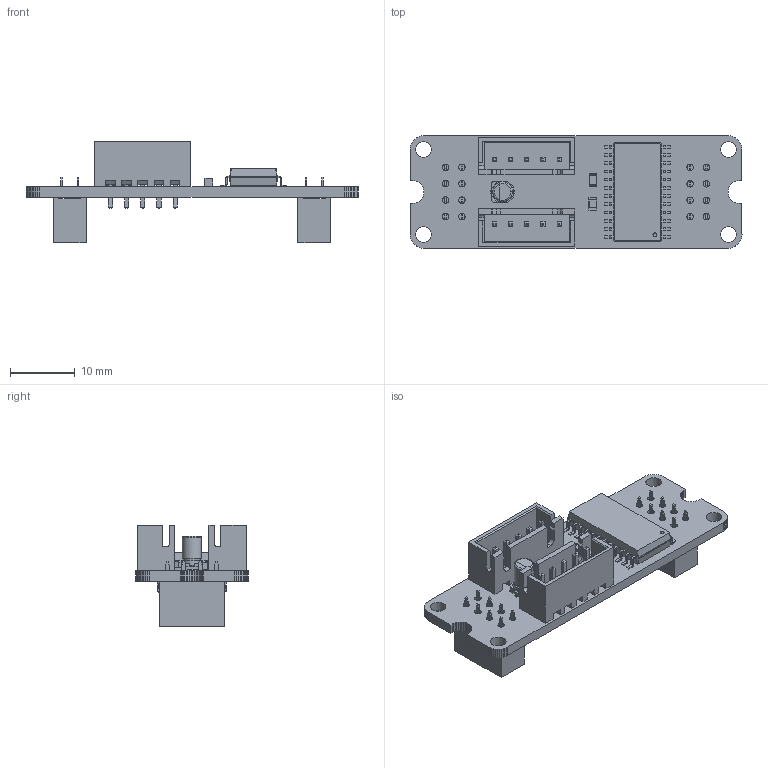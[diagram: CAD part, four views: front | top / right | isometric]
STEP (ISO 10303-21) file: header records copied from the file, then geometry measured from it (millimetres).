
FILE_DESCRIPTION(('KiCad electronic assembly'),'2;1');
FILE_NAME('SBK BarDriveMAX 28 V1.step','2025-06-20T08:59:42',('Pcbnew'), ('Kicad'),'Open CASCADE STEP processor 7.7','KiCad to STEP converter', 'Unknown');
FILE_SCHEMA(('AUTOMOTIVE_DESIGN { 1 0 10303 214 1 1 1 1 }'));
Length unit declared in the file: millimetre
Products named in the file (14): SBK BarDriveMAX 28 V1 1; CP_Elec_3x5.3; SOLID; C_0805_2012Metric; JST_XH_B5B-XH-A_1x05_P2.50mm_Vertical; R_0805_2012Metric; SOIC-24W_7.5x15.4mm_P1.27mm; PinSocket_2x04_P2.54mm_Vertical; SBK BarDriveMAX 28 V1 PCB
Assembly tree (15 placements, depth 3):
  SBK BarDriveMAX 28 V1 1
    CP_Elec_3x5.3
      SOLID
    C_0805_2012Metric
      SOLID
    JST_XH_B5B-XH-A_1x05_P2.50mm_Vertical  x2
      SOLID
    R_0805_2012Metric
      SOLID
    SOIC-24W_7.5x15.4mm_P1.27mm
      SOLID
    PinSocket_2x04_P2.54mm_Vertical  x2
      SOLID
    SBK BarDriveMAX 28 V1 PCB
Bounding box: 51.34 x 17.37 x 15.7 mm (x, y, z)
Volume: 2933.6 mm3; surface area: 5047.5 mm2
Topology: 9 solids, 9 shells, 1465 faces, 3858 edges, 2483 vertices
Faces by surface type: plane 1245, cylinder 165, bspline 50, torus 4, revolution 1
Full cylindrical faces by diameter (mm): 0.6 x1, 0.95 x10, 1 x16, 2.4 x4, 3 x2
Entity records: 75415 total; most frequent: CARTESIAN_POINT 13093, DIRECTION 10300, LINE 7487, VECTOR 7487, ORIENTED_EDGE 5538, PCURVE 5538, DEFINITIONAL_REPRESENTATION 5538, EDGE_CURVE 2769
